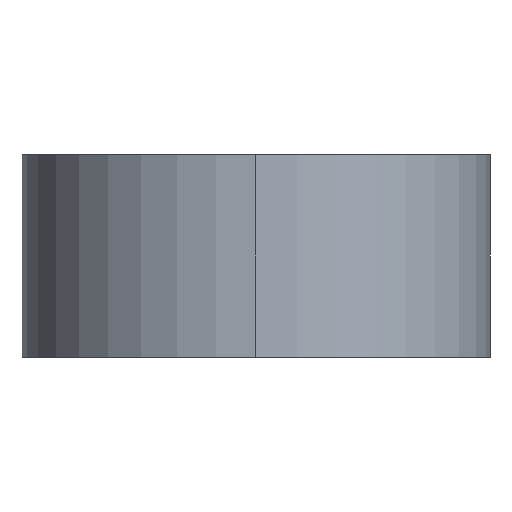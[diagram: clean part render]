
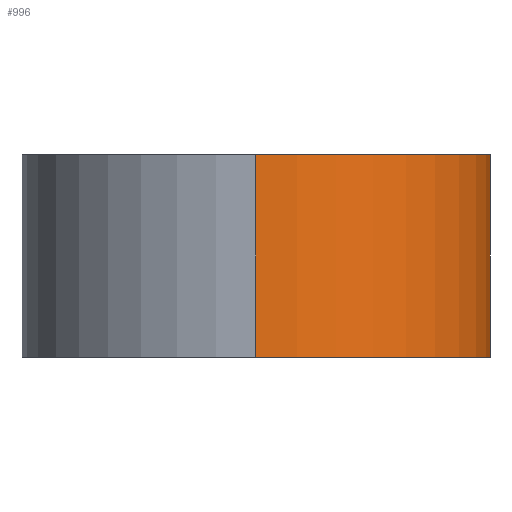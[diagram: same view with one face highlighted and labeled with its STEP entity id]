
A CAD part, left-side view. The second image highlights one B-rep face of the part: STEP entity #996.
In plain terms, the highlighted cylindrical face has radius 14.8 mm (diameter 29.6 mm), a partial arc.
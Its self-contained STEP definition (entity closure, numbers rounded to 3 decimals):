
#49 = FACE_OUTER_BOUND ( 'NONE', #217, .T. ) ;
#53 = CYLINDRICAL_SURFACE ( 'NONE', #77, 14.8 ) ;
#77 = AXIS2_PLACEMENT_3D ( 'NONE', #514, #515, #516 ) ;
#104 = AXIS2_PLACEMENT_3D ( 'NONE', #429, #445, #446 ) ;
#140 = VECTOR ( 'NONE', #615, 1000. ) ;
#155 = AXIS2_PLACEMENT_3D ( 'NONE', #642, #646, #647 ) ;
#181 = VERTEX_POINT ( 'NONE', #806 ) ;
#186 = VERTEX_POINT ( 'NONE', #808 ) ;
#217 = EDGE_LOOP ( 'NONE', ( #763, #766, #781, #772 ) ) ;
#347 = LINE ( 'NONE', #348, #934 ) ;
#348 = CARTESIAN_POINT ( 'NONE',  ( -14.8, 0., 6.4 ) ) ;
#349 = DIRECTION ( 'NONE',  ( 0., 0., -1. ) ) ;
#429 = CARTESIAN_POINT ( 'NONE',  ( 0., 0., -6.4 ) ) ;
#445 = DIRECTION ( 'NONE',  ( 0., 0., 1. ) ) ;
#446 = DIRECTION ( 'NONE',  ( 1., 0., 0. ) ) ;
#514 = CARTESIAN_POINT ( 'NONE',  ( 0., 0., 6.4 ) ) ;
#515 = DIRECTION ( 'NONE',  ( 0., 0., -1. ) ) ;
#516 = DIRECTION ( 'NONE',  ( -1., 0., 0. ) ) ;
#613 = LINE ( 'NONE', #614, #140 ) ;
#614 = CARTESIAN_POINT ( 'NONE',  ( 0., -14.8, 6.4 ) ) ;
#615 = DIRECTION ( 'NONE',  ( 0., 0., -1. ) ) ;
#642 = CARTESIAN_POINT ( 'NONE',  ( 0., 0., 6.4 ) ) ;
#646 = DIRECTION ( 'NONE',  ( 0., 0., 1. ) ) ;
#647 = DIRECTION ( 'NONE',  ( 1., 0., 0. ) ) ;
#714 = VERTEX_POINT ( 'NONE', #829 ) ;
#724 = VERTEX_POINT ( 'NONE', #839 ) ;
#763 = ORIENTED_EDGE ( 'NONE', *, *, #1051, .F. ) ;
#766 = ORIENTED_EDGE ( 'NONE', *, *, #1110, .T. ) ;
#772 = ORIENTED_EDGE ( 'NONE', *, *, #1038, .F. ) ;
#781 = ORIENTED_EDGE ( 'NONE', *, *, #965, .T. ) ;
#806 = CARTESIAN_POINT ( 'NONE',  ( -14.8, 0., -6.4 ) ) ;
#808 = CARTESIAN_POINT ( 'NONE',  ( 0., -14.8, 6.4 ) ) ;
#829 = CARTESIAN_POINT ( 'NONE',  ( 0., -14.8, -6.4 ) ) ;
#839 = CARTESIAN_POINT ( 'NONE',  ( -14.8, 0., 6.4 ) ) ;
#934 = VECTOR ( 'NONE', #349, 1000. ) ;
#965 = EDGE_CURVE ( 'NONE', #181, #714, #1059, .T. ) ;
#996 = ADVANCED_FACE ( 'NONE', ( #49 ), #53, .T. ) ;
#1028 = CIRCLE ( 'NONE', #155, 14.8 ) ;
#1038 = EDGE_CURVE ( 'NONE', #186, #714, #613, .T. ) ;
#1051 = EDGE_CURVE ( 'NONE', #724, #186, #1028, .T. ) ;
#1059 = CIRCLE ( 'NONE', #104, 14.8 ) ;
#1110 = EDGE_CURVE ( 'NONE', #724, #181, #347, .T. ) ;
